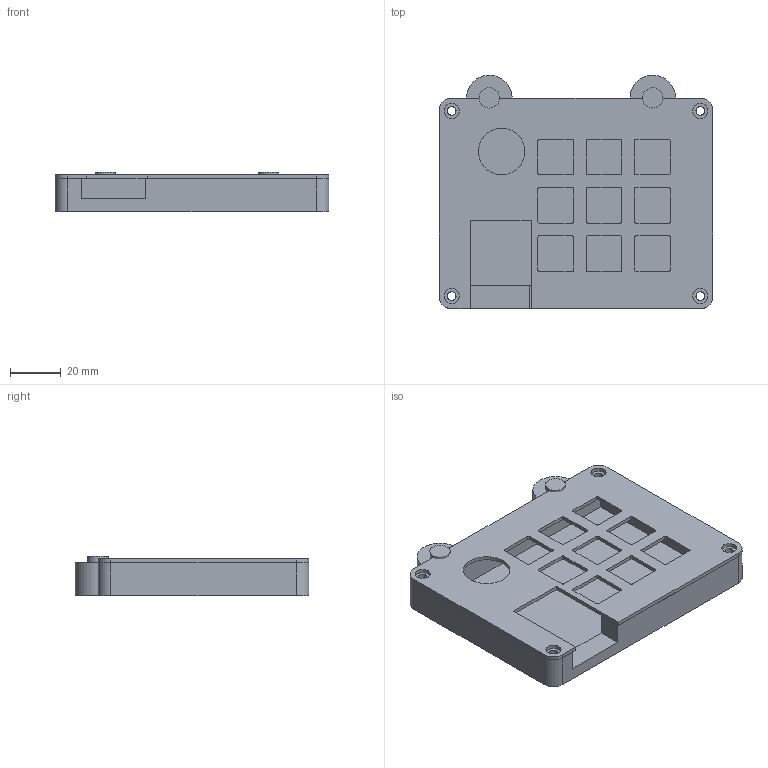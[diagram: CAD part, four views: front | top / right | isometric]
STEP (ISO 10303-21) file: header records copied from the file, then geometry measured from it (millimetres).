
FILE_DESCRIPTION(/* description */ (''),/* implementation_level */ '2;1');
FILE_NAME(/* name */ 'frogpadcase.step',/* time_stamp */ '2025-07-08T00:23:55-04:00',/* author */ (''),/* organization */ (''),/* preprocessor_version */ 'ST-DEVELOPER v20.1',/* originating_system */ 'Autodesk Translation Framework v14.10.0.0',/* authorisation */ '');
FILE_SCHEMA (('AUTOMOTIVE_DESIGN { 1 0 10303 214 3 1 1 }'));
Length unit declared in the file: millimetre
Products named in the file (3): 2025-07-05-20-45-56-351; 2025-07-05-14-56-01-378; 2025-07-08-00-00-15-102
Assembly tree (2 placements, depth 2):
  2025-07-05-20-45-56-351
    2025-07-05-14-56-01-378
    2025-07-08-00-00-15-102
Bounding box: 108 x 92.07 x 15.5 mm (x, y, z)
Volume: 70940.7 mm3; surface area: 40833.2 mm2
Topology: 4 solids, 4 shells, 130 faces, 354 edges, 236 vertices
Faces by surface type: plane 69, cylinder 61
Full cylindrical faces by diameter (mm): 3.4 x4, 6 x8, 8 x2, 18.322 x1
Entity records: 4320 total; most frequent: DIRECTION 748, CARTESIAN_POINT 726, ORIENTED_EDGE 708, EDGE_CURVE 354, AXIS2_PLACEMENT_3D 258, VERTEX_POINT 236, LINE 232, VECTOR 232
